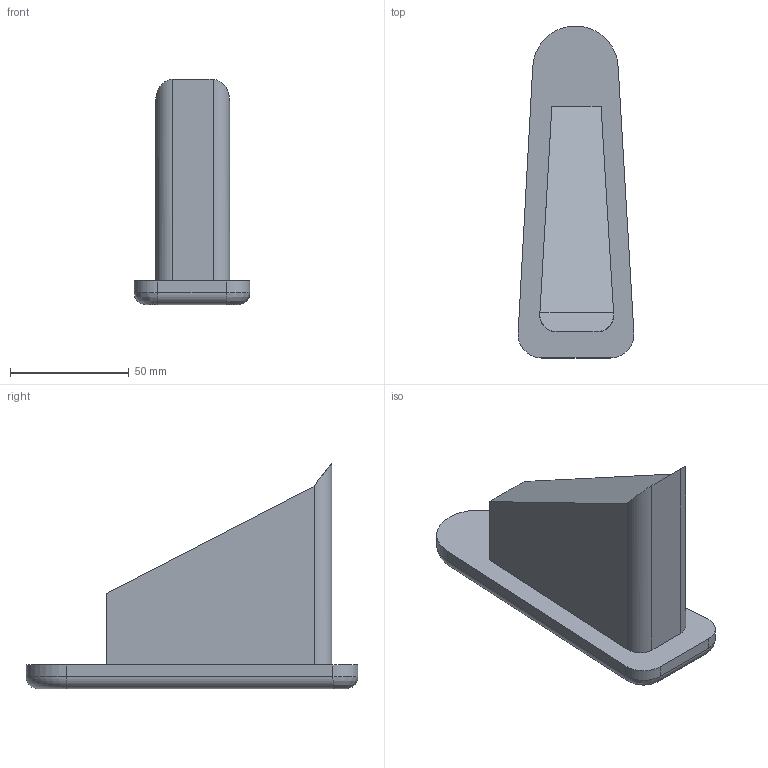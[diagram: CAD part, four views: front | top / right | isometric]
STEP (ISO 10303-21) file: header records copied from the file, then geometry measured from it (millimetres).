
FILE_DESCRIPTION((' '),'2;1');
FILE_NAME('FHL8-A1E_3D.stp','2012-08-31T15:20:46',(' '),(' '),' ','ACIS',' ');
FILE_SCHEMA(('CONFIG_CONTROL_DESIGN'));
Length unit declared in the file: millimetre
Products named in the file (1): FHL8-A1E_3D.stp
Bounding box: 48.8 x 140 x 95 mm (x, y, z)
Volume: 195291.8 mm3; surface area: 27710.4 mm2
Topology: 1 solids, 1 shells, 26 faces, 61 edges, 38 vertices
Faces by surface type: plane 12, cylinder 10, torus 2, bspline 2
Entity records: 912 total; most frequent: CARTESIAN_POINT 194, DIRECTION 135, ORIENTED_EDGE 122, EDGE_CURVE 61, AXIS2_PLACEMENT_3D 49, VERTEX_POINT 38, VECTOR 37, LINE 37
